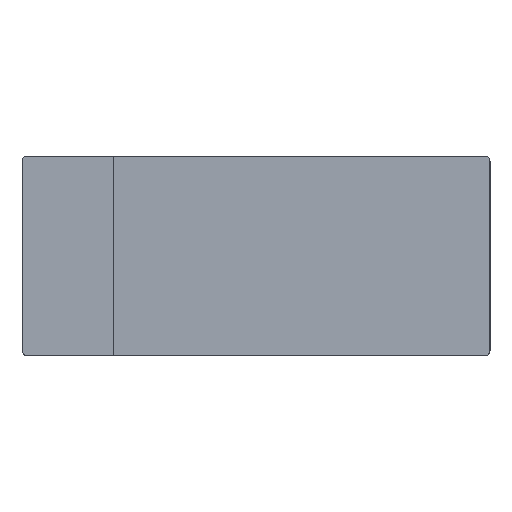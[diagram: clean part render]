
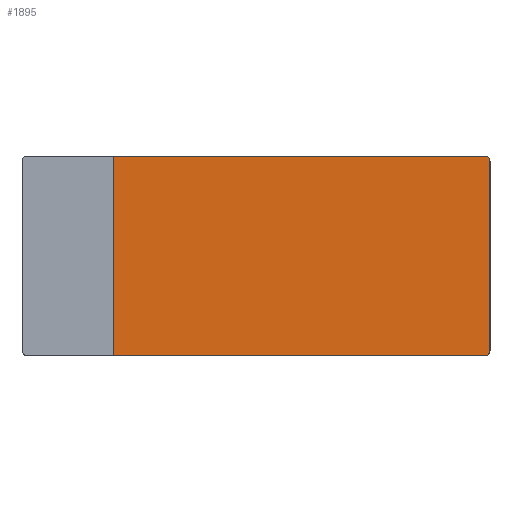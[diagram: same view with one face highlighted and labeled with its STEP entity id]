
A CAD part, front view. The second image highlights one B-rep face of the part: STEP entity #1895.
In plain terms, the highlighted planar face has unit normal (0, -1, 0).
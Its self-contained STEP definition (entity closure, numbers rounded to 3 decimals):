
#61=PLANE('',#2039);
#157=FACE_OUTER_BOUND('',#259,.T.);
#259=EDGE_LOOP('',(#1413,#1414,#1415,#1416,#1417,#1418));
#369=LINE('',#2663,#622);
#387=LINE('',#2703,#640);
#412=LINE('',#2753,#665);
#413=LINE('',#2754,#666);
#622=VECTOR('',#2160,10.);
#640=VECTOR('',#2188,10.);
#665=VECTOR('',#2233,10.);
#666=VECTOR('',#2234,10.);
#872=CIRCLE('',#2023,2.);
#874=CIRCLE('',#2028,2.);
#889=VERTEX_POINT('',#2653);
#890=VERTEX_POINT('',#2655);
#892=VERTEX_POINT('',#2661);
#908=VERTEX_POINT('',#2697);
#909=VERTEX_POINT('',#2701);
#924=VERTEX_POINT('',#2752);
#1068=EDGE_CURVE('',#889,#890,#872,.T.);
#1072=EDGE_CURVE('',#892,#889,#369,.T.);
#1089=EDGE_CURVE('',#908,#892,#874,.T.);
#1092=EDGE_CURVE('',#908,#909,#387,.T.);
#1117=EDGE_CURVE('',#909,#924,#412,.T.);
#1118=EDGE_CURVE('',#924,#890,#413,.T.);
#1413=ORIENTED_EDGE('',*,*,#1068,.F.);
#1414=ORIENTED_EDGE('',*,*,#1072,.F.);
#1415=ORIENTED_EDGE('',*,*,#1089,.F.);
#1416=ORIENTED_EDGE('',*,*,#1092,.T.);
#1417=ORIENTED_EDGE('',*,*,#1117,.T.);
#1418=ORIENTED_EDGE('',*,*,#1118,.T.);
#1895=ADVANCED_FACE('',(#157),#61,.F.);
#2023=AXIS2_PLACEMENT_3D('',#2656,#2153,#2154);
#2028=AXIS2_PLACEMENT_3D('',#2698,#2182,#2183);
#2039=AXIS2_PLACEMENT_3D('',#2751,#2231,#2232);
#2153=DIRECTION('center_axis',(0.,1.,0.));
#2154=DIRECTION('ref_axis',(0.707,0.,-0.707));
#2160=DIRECTION('',(0.,0.,-1.));
#2182=DIRECTION('center_axis',(0.,1.,0.));
#2183=DIRECTION('ref_axis',(0.707,0.,0.707));
#2188=DIRECTION('',(-1.,0.,0.));
#2231=DIRECTION('center_axis',(0.,1.,0.));
#2232=DIRECTION('ref_axis',(1.,0.,0.));
#2233=DIRECTION('',(0.,0.,-1.));
#2234=DIRECTION('',(1.,0.,0.));
#2653=CARTESIAN_POINT('',(149.,0.,2.));
#2655=CARTESIAN_POINT('',(147.,0.,0.));
#2656=CARTESIAN_POINT('Origin',(147.,0.,2.));
#2661=CARTESIAN_POINT('',(149.,0.,77.));
#2663=CARTESIAN_POINT('',(149.,0.,0.));
#2697=CARTESIAN_POINT('',(147.,0.,79.));
#2698=CARTESIAN_POINT('Origin',(147.,0.,77.));
#2701=CARTESIAN_POINT('',(0.,0.,79.));
#2703=CARTESIAN_POINT('',(144.,0.,79.));
#2751=CARTESIAN_POINT('Origin',(72.,0.,39.5));
#2752=CARTESIAN_POINT('',(0.,0.,0.));
#2753=CARTESIAN_POINT('',(0.,0.,79.));
#2754=CARTESIAN_POINT('',(144.,0.,0.));
